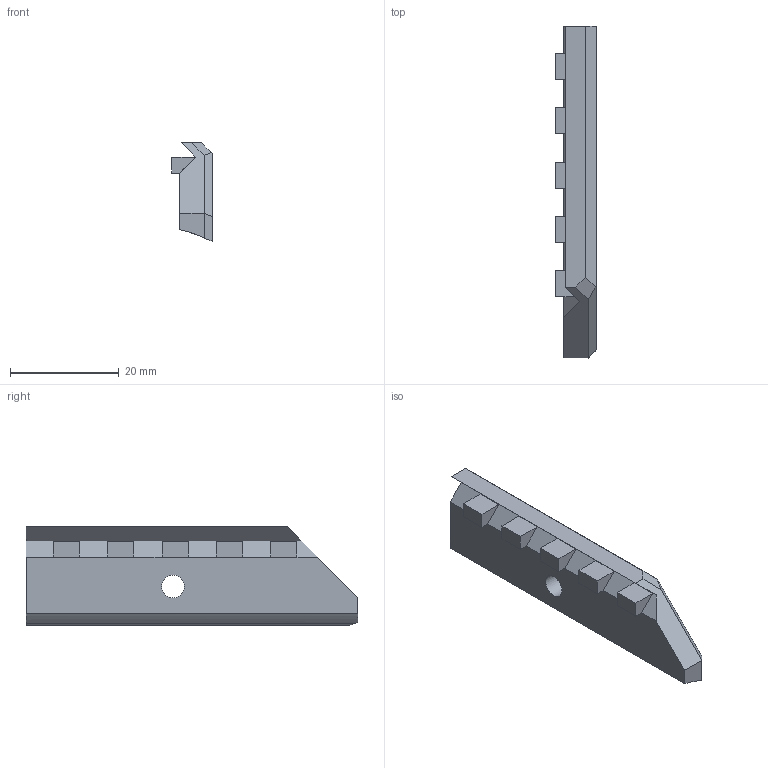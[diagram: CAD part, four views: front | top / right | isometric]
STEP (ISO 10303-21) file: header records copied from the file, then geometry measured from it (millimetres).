
FILE_DESCRIPTION(('HOOPS Exchange Step'),'2;1');
FILE_NAME('temp_export','2024-04-04T21:06:20+09:00',('mobile'),('Shapr3D Limited'),'HOOPS Exchange 2023.2','Shapr3D','Authorized');
FILE_SCHEMA( ('AUTOMOTIVE_DESIGN { 1 0 10303 214 1 1 1 1 }') );
Length unit declared in the file: millimetre
Products named in the file (1): 20mm-adapter
Bounding box: 7.5 x 61 x 18.14 mm (x, y, z)
Volume: 4897.3 mm3; surface area: 3108 mm2
Topology: 1 solids, 1 shells, 61 faces, 161 edges, 102 vertices
Faces by surface type: plane 48, cone 10, cylinder 3
Full cylindrical faces by diameter (mm): 4.2 x1
Entity records: 1871 total; most frequent: CARTESIAN_POINT 323, ORIENTED_EDGE 318, DIRECTION 309, EDGE_CURVE 159, VECTOR 133, LINE 133, VERTEX_POINT 102, AXIS2_PLACEMENT_3D 88
